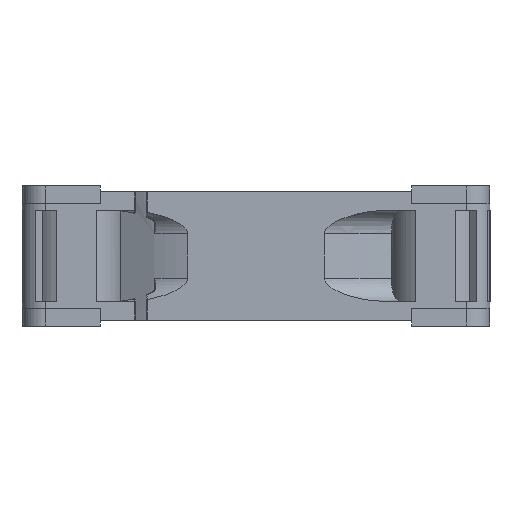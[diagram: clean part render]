
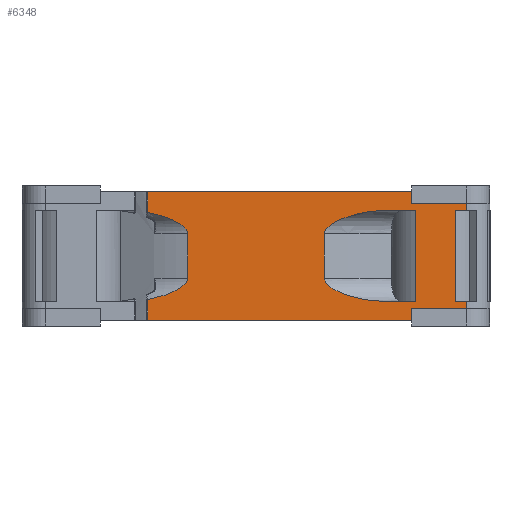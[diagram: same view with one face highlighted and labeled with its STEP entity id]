
A CAD part, front view. The second image highlights one B-rep face of the part: STEP entity #6348.
In plain terms, the highlighted planar face has unit normal (0, -1, 0).
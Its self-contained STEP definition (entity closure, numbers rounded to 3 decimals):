
#67=FACE_BOUND('',#834,.T.);
#103=B_SPLINE_CURVE_WITH_KNOTS('',3,(#10693,#10694,#10695,#10696,#10697,
#10698,#10699,#10700,#10701,#10702),.UNSPECIFIED.,.F.,.F.,(4,2,2,2,4),(0.601,
0.823,0.935,0.964,0.986),
 .UNSPECIFIED.);
#104=B_SPLINE_CURVE_WITH_KNOTS('',3,(#10706,#10707,#10708,#10709,#10710,
#10711,#10712,#10713,#10714,#10715),.UNSPECIFIED.,.F.,.F.,(4,2,2,2,4),(0.986,
1.008,1.038,1.149,1.371),
 .UNSPECIFIED.);
#105=B_SPLINE_CURVE_WITH_KNOTS('',3,(#10723,#10724,#10725,#10726,#10727,
#10728,#10729,#10730,#10731,#10732),.UNSPECIFIED.,.F.,.F.,(4,2,2,2,4),(0.434,
0.823,0.935,0.964,0.986),
 .UNSPECIFIED.);
#106=B_SPLINE_CURVE_WITH_KNOTS('',3,(#10736,#10737,#10738,#10739,#10740,
#10741,#10742,#10743,#10744,#10745),.UNSPECIFIED.,.F.,.F.,(4,2,2,2,4),(0.986,
1.008,1.038,1.149,1.538),
 .UNSPECIFIED.);
#256=PLANE('',#6933);
#469=FACE_OUTER_BOUND('',#833,.T.);
#833=EDGE_LOOP('',(#4803,#4804,#4805,#4806,#4807,#4808,#4809,#4810,#4811,
#4812,#4813,#4814,#4815,#4816,#4817,#4818));
#834=EDGE_LOOP('',(#4819,#4820,#4821,#4822,#4823,#4824));
#1256=LINE('',#10214,#1738);
#1373=LINE('',#10667,#1855);
#1375=LINE('',#10674,#1857);
#1376=LINE('',#10677,#1858);
#1377=LINE('',#10678,#1859);
#1378=LINE('',#10680,#1860);
#1379=LINE('',#10682,#1861);
#1380=LINE('',#10683,#1862);
#1381=LINE('',#10685,#1863);
#1382=LINE('',#10687,#1864);
#1383=LINE('',#10689,#1865);
#1384=LINE('',#10691,#1866);
#1385=LINE('',#10704,#1867);
#1386=LINE('',#10716,#1868);
#1387=LINE('',#10719,#1869);
#1388=LINE('',#10721,#1870);
#1389=LINE('',#10734,#1871);
#1390=LINE('',#10746,#1872);
#1738=VECTOR('',#8061,1000.);
#1855=VECTOR('',#8286,1000.);
#1857=VECTOR('',#8292,1000.);
#1858=VECTOR('',#8295,1000.);
#1859=VECTOR('',#8296,1000.);
#1860=VECTOR('',#8297,1000.);
#1861=VECTOR('',#8298,1000.);
#1862=VECTOR('',#8299,1000.);
#1863=VECTOR('',#8300,1000.);
#1864=VECTOR('',#8301,1000.);
#1865=VECTOR('',#8302,1000.);
#1866=VECTOR('',#8303,1000.);
#1867=VECTOR('',#8304,1000.);
#1868=VECTOR('',#8305,1000.);
#1869=VECTOR('',#8306,1000.);
#1870=VECTOR('',#8307,1000.);
#1871=VECTOR('',#8308,1000.);
#1872=VECTOR('',#8309,1000.);
#2686=VERTEX_POINT('',#10211);
#2687=VERTEX_POINT('',#10213);
#2837=VERTEX_POINT('',#10657);
#2840=VERTEX_POINT('',#10664);
#2841=VERTEX_POINT('',#10666);
#2844=VERTEX_POINT('',#10672);
#2845=VERTEX_POINT('',#10676);
#2846=VERTEX_POINT('',#10679);
#2847=VERTEX_POINT('',#10681);
#2848=VERTEX_POINT('',#10684);
#2849=VERTEX_POINT('',#10686);
#2850=VERTEX_POINT('',#10688);
#2851=VERTEX_POINT('',#10690);
#2852=VERTEX_POINT('',#10692);
#2853=VERTEX_POINT('',#10703);
#2854=VERTEX_POINT('',#10705);
#2855=VERTEX_POINT('',#10717);
#2856=VERTEX_POINT('',#10718);
#2857=VERTEX_POINT('',#10720);
#2858=VERTEX_POINT('',#10722);
#2859=VERTEX_POINT('',#10733);
#2860=VERTEX_POINT('',#10735);
#3407=EDGE_CURVE('',#2687,#2686,#1256,.T.);
#3585=EDGE_CURVE('',#2840,#2841,#1373,.T.);
#3589=EDGE_CURVE('',#2844,#2837,#1375,.T.);
#3590=EDGE_CURVE('',#2845,#2686,#1376,.T.);
#3591=EDGE_CURVE('',#2845,#2837,#1377,.T.);
#3592=EDGE_CURVE('',#2844,#2846,#1378,.T.);
#3593=EDGE_CURVE('',#2847,#2846,#1379,.T.);
#3594=EDGE_CURVE('',#2847,#2841,#1380,.T.);
#3595=EDGE_CURVE('',#2848,#2840,#1381,.T.);
#3596=EDGE_CURVE('',#2848,#2849,#1382,.T.);
#3597=EDGE_CURVE('',#2850,#2849,#1383,.T.);
#3598=EDGE_CURVE('',#2850,#2851,#1384,.T.);
#3599=EDGE_CURVE('',#2851,#2852,#103,.T.);
#3600=EDGE_CURVE('',#2852,#2853,#1385,.T.);
#3601=EDGE_CURVE('',#2853,#2854,#104,.T.);
#3602=EDGE_CURVE('',#2854,#2687,#1386,.T.);
#3603=EDGE_CURVE('',#2855,#2856,#1387,.T.);
#3604=EDGE_CURVE('',#2856,#2857,#1388,.T.);
#3605=EDGE_CURVE('',#2857,#2858,#105,.T.);
#3606=EDGE_CURVE('',#2859,#2858,#1389,.T.);
#3607=EDGE_CURVE('',#2859,#2860,#106,.T.);
#3608=EDGE_CURVE('',#2860,#2855,#1390,.T.);
#4803=ORIENTED_EDGE('',*,*,#3590,.F.);
#4804=ORIENTED_EDGE('',*,*,#3591,.T.);
#4805=ORIENTED_EDGE('',*,*,#3589,.F.);
#4806=ORIENTED_EDGE('',*,*,#3592,.T.);
#4807=ORIENTED_EDGE('',*,*,#3593,.F.);
#4808=ORIENTED_EDGE('',*,*,#3594,.T.);
#4809=ORIENTED_EDGE('',*,*,#3585,.F.);
#4810=ORIENTED_EDGE('',*,*,#3595,.F.);
#4811=ORIENTED_EDGE('',*,*,#3596,.T.);
#4812=ORIENTED_EDGE('',*,*,#3597,.F.);
#4813=ORIENTED_EDGE('',*,*,#3598,.T.);
#4814=ORIENTED_EDGE('',*,*,#3599,.T.);
#4815=ORIENTED_EDGE('',*,*,#3600,.T.);
#4816=ORIENTED_EDGE('',*,*,#3601,.T.);
#4817=ORIENTED_EDGE('',*,*,#3602,.T.);
#4818=ORIENTED_EDGE('',*,*,#3407,.T.);
#4819=ORIENTED_EDGE('',*,*,#3603,.T.);
#4820=ORIENTED_EDGE('',*,*,#3604,.T.);
#4821=ORIENTED_EDGE('',*,*,#3605,.T.);
#4822=ORIENTED_EDGE('',*,*,#3606,.F.);
#4823=ORIENTED_EDGE('',*,*,#3607,.T.);
#4824=ORIENTED_EDGE('',*,*,#3608,.T.);
#6348=ADVANCED_FACE('',(#469,#67),#256,.F.);
#6933=AXIS2_PLACEMENT_3D('',#10675,#8293,#8294);
#8061=DIRECTION('',(1.,0.,0.));
#8286=DIRECTION('',(0.,0.,-1.));
#8292=DIRECTION('',(0.,0.,-1.));
#8293=DIRECTION('center_axis',(0.,1.,0.));
#8294=DIRECTION('ref_axis',(0.,0.,1.));
#8295=DIRECTION('',(0.,0.,-1.));
#8296=DIRECTION('',(1.,0.,0.));
#8297=DIRECTION('',(-1.,0.,0.));
#8298=DIRECTION('',(0.,0.,-1.));
#8299=DIRECTION('',(1.,0.,0.));
#8300=DIRECTION('',(1.,0.,0.));
#8301=DIRECTION('',(0.,0.,1.));
#8302=DIRECTION('',(1.,0.,0.));
#8303=DIRECTION('',(0.,0.,-1.));
#8304=DIRECTION('',(0.,0.,-1.));
#8305=DIRECTION('',(0.,0.,-1.));
#8306=DIRECTION('',(0.,0.,-1.));
#8307=DIRECTION('',(-1.,0.,0.));
#8308=DIRECTION('',(0.,0.,-1.));
#8309=DIRECTION('',(1.,0.,0.));
#10211=CARTESIAN_POINT('',(13.297,-20.028,-5.499));
#10213=CARTESIAN_POINT('',(-9.284,-20.028,-5.499));
#10214=CARTESIAN_POINT('',(-18.028,-20.028,-5.499));
#10657=CARTESIAN_POINT('',(18.028,-20.028,-4.499));
#10664=CARTESIAN_POINT('',(18.028,-20.028,4.499));
#10666=CARTESIAN_POINT('',(18.028,-20.028,3.899));
#10667=CARTESIAN_POINT('',(18.028,-20.028,5.499));
#10672=CARTESIAN_POINT('',(18.028,-20.028,-3.899));
#10674=CARTESIAN_POINT('',(18.028,-20.028,5.499));
#10675=CARTESIAN_POINT('Origin',(-18.028,-20.028,5.499));
#10676=CARTESIAN_POINT('',(13.297,-20.028,-4.499));
#10677=CARTESIAN_POINT('',(13.297,-20.028,-4.499));
#10678=CARTESIAN_POINT('',(13.297,-20.028,-4.499));
#10679=CARTESIAN_POINT('',(17.082,-20.028,-3.899));
#10680=CARTESIAN_POINT('',(17.082,-20.028,-3.899));
#10681=CARTESIAN_POINT('',(17.082,-20.028,3.899));
#10682=CARTESIAN_POINT('',(17.082,-20.028,13.702));
#10683=CARTESIAN_POINT('',(17.082,-20.028,3.899));
#10684=CARTESIAN_POINT('',(13.297,-20.028,4.499));
#10685=CARTESIAN_POINT('',(13.297,-20.028,4.499));
#10686=CARTESIAN_POINT('',(13.297,-20.028,5.499));
#10687=CARTESIAN_POINT('',(13.297,-20.028,4.499));
#10688=CARTESIAN_POINT('',(-9.284,-20.028,5.499));
#10689=CARTESIAN_POINT('',(-18.028,-20.028,5.499));
#10690=CARTESIAN_POINT('',(-9.284,-20.028,3.735));
#10691=CARTESIAN_POINT('',(-9.284,-20.028,5.499));
#10692=CARTESIAN_POINT('',(-5.86,-20.028,1.899));
#10693=CARTESIAN_POINT('Ctrl Pts',(-9.284,-20.028,3.735));
#10694=CARTESIAN_POINT('Ctrl Pts',(-8.494,-20.028,3.592));
#10695=CARTESIAN_POINT('Ctrl Pts',(-7.71,-20.028,3.363));
#10696=CARTESIAN_POINT('Ctrl Pts',(-6.707,-20.028,2.888));
#10697=CARTESIAN_POINT('Ctrl Pts',(-6.318,-20.028,2.67));
#10698=CARTESIAN_POINT('Ctrl Pts',(-6.009,-20.028,2.316));
#10699=CARTESIAN_POINT('Ctrl Pts',(-5.944,-20.028,2.219));
#10700=CARTESIAN_POINT('Ctrl Pts',(-5.879,-20.028,2.06));
#10701=CARTESIAN_POINT('Ctrl Pts',(-5.86,-20.028,1.973));
#10702=CARTESIAN_POINT('Ctrl Pts',(-5.86,-20.028,1.899));
#10703=CARTESIAN_POINT('',(-5.86,-20.028,-1.899));
#10704=CARTESIAN_POINT('',(-5.86,-20.028,13.702));
#10705=CARTESIAN_POINT('',(-9.284,-20.028,-3.735));
#10706=CARTESIAN_POINT('Ctrl Pts',(-5.86,-20.028,-1.899));
#10707=CARTESIAN_POINT('Ctrl Pts',(-5.86,-20.028,-1.973));
#10708=CARTESIAN_POINT('Ctrl Pts',(-5.879,-20.028,-2.06));
#10709=CARTESIAN_POINT('Ctrl Pts',(-5.944,-20.028,-2.219));
#10710=CARTESIAN_POINT('Ctrl Pts',(-6.009,-20.028,-2.316));
#10711=CARTESIAN_POINT('Ctrl Pts',(-6.318,-20.028,-2.67));
#10712=CARTESIAN_POINT('Ctrl Pts',(-6.707,-20.028,-2.888));
#10713=CARTESIAN_POINT('Ctrl Pts',(-7.71,-20.028,-3.363));
#10714=CARTESIAN_POINT('Ctrl Pts',(-8.494,-20.028,-3.592));
#10715=CARTESIAN_POINT('Ctrl Pts',(-9.284,-20.028,-3.735));
#10716=CARTESIAN_POINT('',(-9.284,-20.028,5.499));
#10717=CARTESIAN_POINT('',(13.615,-20.028,3.899));
#10718=CARTESIAN_POINT('',(13.615,-20.028,-3.899));
#10719=CARTESIAN_POINT('',(13.615,-20.028,13.702));
#10720=CARTESIAN_POINT('',(11.037,-20.028,-3.899));
#10721=CARTESIAN_POINT('',(5.86,-20.028,-3.899));
#10722=CARTESIAN_POINT('',(5.86,-20.028,-1.899));
#10723=CARTESIAN_POINT('Ctrl Pts',(11.037,-20.028,-3.899));
#10724=CARTESIAN_POINT('Ctrl Pts',(9.741,-20.028,-3.899));
#10725=CARTESIAN_POINT('Ctrl Pts',(8.214,-20.028,-3.601));
#10726=CARTESIAN_POINT('Ctrl Pts',(6.707,-20.028,-2.888));
#10727=CARTESIAN_POINT('Ctrl Pts',(6.318,-20.028,-2.67));
#10728=CARTESIAN_POINT('Ctrl Pts',(6.009,-20.028,-2.316));
#10729=CARTESIAN_POINT('Ctrl Pts',(5.944,-20.028,-2.219));
#10730=CARTESIAN_POINT('Ctrl Pts',(5.879,-20.028,-2.06));
#10731=CARTESIAN_POINT('Ctrl Pts',(5.86,-20.028,-1.973));
#10732=CARTESIAN_POINT('Ctrl Pts',(5.86,-20.028,-1.899));
#10733=CARTESIAN_POINT('',(5.86,-20.028,1.899));
#10734=CARTESIAN_POINT('',(5.86,-20.028,13.702));
#10735=CARTESIAN_POINT('',(11.037,-20.028,3.899));
#10736=CARTESIAN_POINT('Ctrl Pts',(5.86,-20.028,1.899));
#10737=CARTESIAN_POINT('Ctrl Pts',(5.86,-20.028,1.973));
#10738=CARTESIAN_POINT('Ctrl Pts',(5.879,-20.028,2.06));
#10739=CARTESIAN_POINT('Ctrl Pts',(5.944,-20.028,2.219));
#10740=CARTESIAN_POINT('Ctrl Pts',(6.009,-20.028,2.316));
#10741=CARTESIAN_POINT('Ctrl Pts',(6.318,-20.028,2.67));
#10742=CARTESIAN_POINT('Ctrl Pts',(6.707,-20.028,2.888));
#10743=CARTESIAN_POINT('Ctrl Pts',(8.214,-20.028,3.601));
#10744=CARTESIAN_POINT('Ctrl Pts',(9.741,-20.028,3.899));
#10745=CARTESIAN_POINT('Ctrl Pts',(11.037,-20.028,3.899));
#10746=CARTESIAN_POINT('',(5.86,-20.028,3.899));
